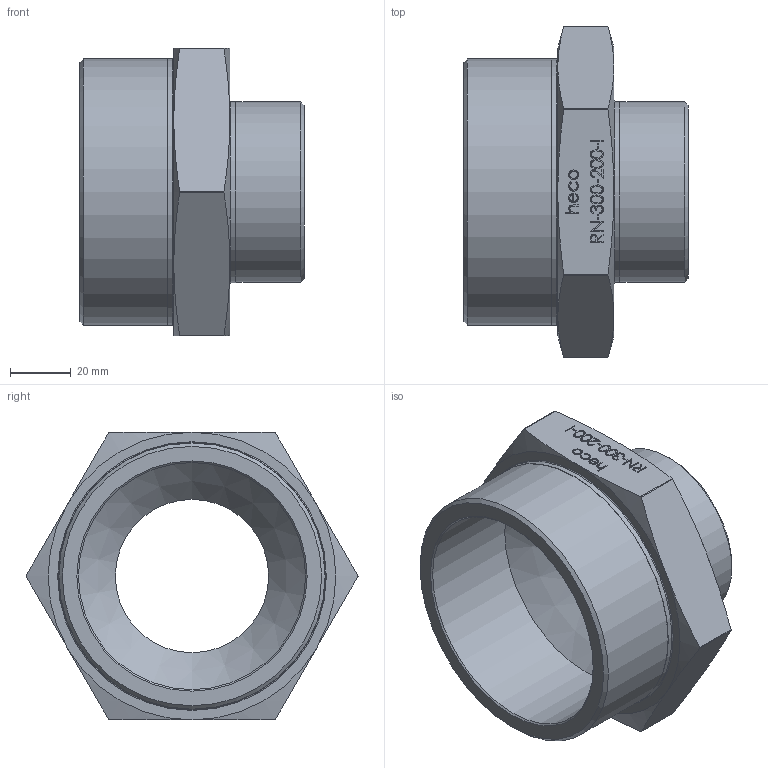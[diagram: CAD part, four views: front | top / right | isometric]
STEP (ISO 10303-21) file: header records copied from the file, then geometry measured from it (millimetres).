
FILE_DESCRIPTION (( 'STEP AP214' ), '1' );
FILE_NAME ('heco_RN-300-200-I.STEP', '2016-07-05T07:52:48', ( '' ), ( '' ), 'SwSTEP 2.0', 'SolidWorks 2011', '' );
FILE_SCHEMA (( 'AUTOMOTIVE_DESIGN' ));
Length unit declared in the file: millimetre
Products named in the file (1): heco_RN-300-200-I
Bounding box: 74 x 109.6 x 95.05 mm (x, y, z)
Volume: 155190.5 mm3; surface area: 43420.9 mm2
Topology: 1 solids, 1 shells, 221 faces, 558 edges, 366 vertices
Faces by surface type: bspline 96, plane 94, cone 17, cylinder 12, torus 2
Full cylindrical faces by diameter (mm): 50.6 x1, 59.614 x1, 59.814 x1, 75 x1, 87.884 x1, 88.084 x1
Entity records: 14285 total; most frequent: CARTESIAN_POINT 7837, ORIENTED_EDGE 1086, DIRECTION 597, EDGE_CURVE 543, VERTEX_POINT 364, LINE 285, VECTOR 285, EDGE_LOOP 263
